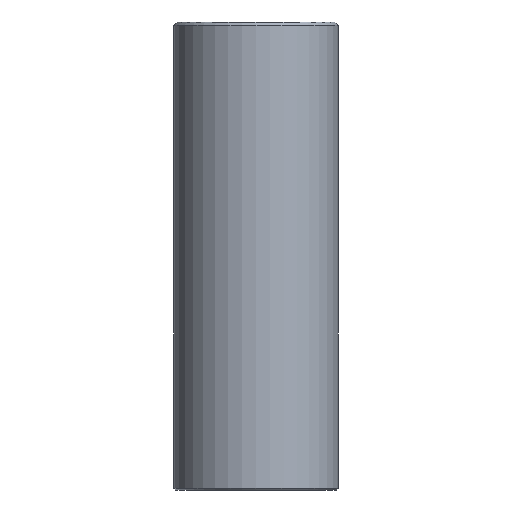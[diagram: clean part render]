
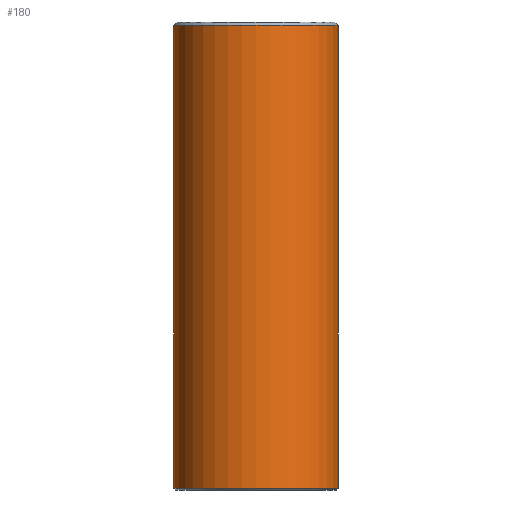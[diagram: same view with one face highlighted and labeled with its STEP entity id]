
A CAD part, front view. The second image highlights one B-rep face of the part: STEP entity #180.
In plain terms, the highlighted cylindrical face has radius 9.675 mm (diameter 19.35 mm), a full revolution.
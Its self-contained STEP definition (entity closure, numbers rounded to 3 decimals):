
#20=CYLINDRICAL_SURFACE('',#214,9.675);
#28=FACE_OUTER_BOUND('',#41,.T.);
#41=EDGE_LOOP('',(#140,#141,#142,#143,#144,#145));
#53=LINE('',#319,#63);
#63=VECTOR('',#261,9.675);
#74=CIRCLE('',#210,9.675);
#75=CIRCLE('',#211,9.675);
#77=CIRCLE('',#215,9.675);
#78=CIRCLE('',#216,9.675);
#88=VERTEX_POINT('',#309);
#89=VERTEX_POINT('',#311);
#91=VERTEX_POINT('',#318);
#92=VERTEX_POINT('',#320);
#106=EDGE_CURVE('',#88,#89,#74,.T.);
#107=EDGE_CURVE('',#89,#88,#75,.T.);
#109=EDGE_CURVE('',#89,#91,#53,.T.);
#110=EDGE_CURVE('',#92,#91,#77,.T.);
#111=EDGE_CURVE('',#91,#92,#78,.T.);
#140=ORIENTED_EDGE('',*,*,#106,.F.);
#141=ORIENTED_EDGE('',*,*,#107,.F.);
#142=ORIENTED_EDGE('',*,*,#109,.T.);
#143=ORIENTED_EDGE('',*,*,#110,.F.);
#144=ORIENTED_EDGE('',*,*,#111,.F.);
#145=ORIENTED_EDGE('',*,*,#109,.F.);
#180=ADVANCED_FACE('',(#28),#20,.T.);
#210=AXIS2_PLACEMENT_3D('',#312,#251,#252);
#211=AXIS2_PLACEMENT_3D('',#313,#253,#254);
#214=AXIS2_PLACEMENT_3D('',#317,#259,#260);
#215=AXIS2_PLACEMENT_3D('',#321,#262,#263);
#216=AXIS2_PLACEMENT_3D('',#322,#264,#265);
#251=DIRECTION('center_axis',(0.,0.,-1.));
#252=DIRECTION('ref_axis',(1.,0.,0.));
#253=DIRECTION('center_axis',(0.,0.,-1.));
#254=DIRECTION('ref_axis',(1.,0.,0.));
#259=DIRECTION('center_axis',(0.,0.,-1.));
#260=DIRECTION('ref_axis',(-1.,0.,0.));
#261=DIRECTION('',(0.,0.,1.));
#262=DIRECTION('center_axis',(0.,0.,1.));
#263=DIRECTION('ref_axis',(1.,0.,0.));
#264=DIRECTION('center_axis',(0.,0.,1.));
#265=DIRECTION('ref_axis',(1.,0.,0.));
#309=CARTESIAN_POINT('',(-9.675,0.,0.2));
#311=CARTESIAN_POINT('',(9.675,0.,0.2));
#312=CARTESIAN_POINT('Origin',(0.,0.,0.2));
#313=CARTESIAN_POINT('Origin',(0.,0.,0.2));
#317=CARTESIAN_POINT('Origin',(0.,0.,27.5));
#318=CARTESIAN_POINT('',(9.675,0.,54.6));
#319=CARTESIAN_POINT('',(9.675,0.,27.5));
#320=CARTESIAN_POINT('',(-9.675,0.,54.6));
#321=CARTESIAN_POINT('Origin',(0.,0.,54.6));
#322=CARTESIAN_POINT('Origin',(0.,0.,54.6));
